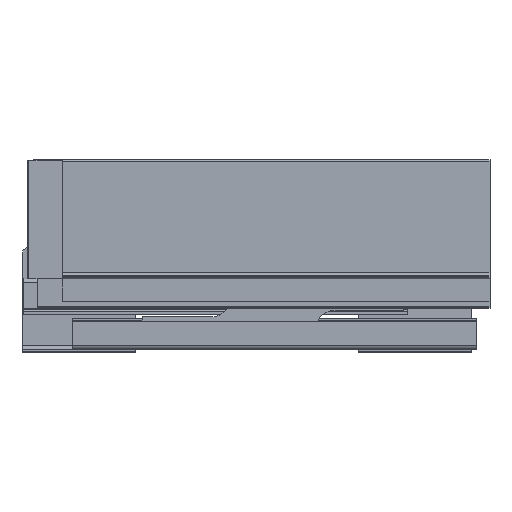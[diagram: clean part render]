
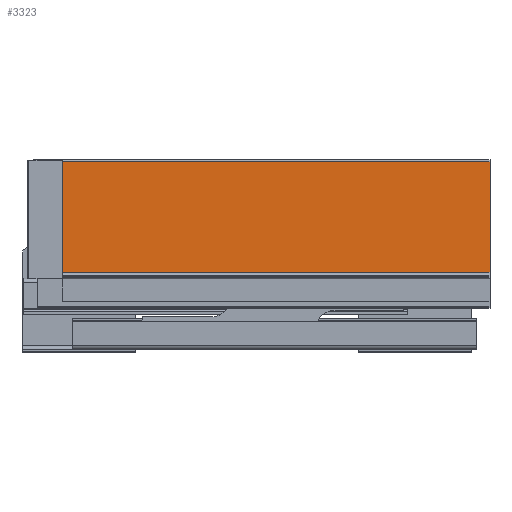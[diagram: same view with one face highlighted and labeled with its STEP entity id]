
A CAD part, top view. The second image highlights one B-rep face of the part: STEP entity #3323.
In plain terms, the highlighted planar face has unit normal (0, 0, 1).
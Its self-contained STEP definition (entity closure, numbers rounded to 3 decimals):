
#237 = EDGE_CURVE ( 'NONE', #1451, #4217, #1692, .T. ) ;
#327 = CARTESIAN_POINT ( 'NONE',  ( -262., 84., 14. ) ) ;
#495 = LINE ( 'NONE', #1100, #594 ) ;
#594 = VECTOR ( 'NONE', #1142, 1000. ) ;
#792 = VECTOR ( 'NONE', #8037, 1000. ) ;
#1100 = CARTESIAN_POINT ( 'NONE',  ( 0., 84., 14. ) ) ;
#1142 = DIRECTION ( 'NONE',  ( 0., -1., 0. ) ) ;
#1143 = EDGE_CURVE ( 'NONE', #3409, #4377, #3856, .T. ) ;
#1263 = PLANE ( 'NONE',  #3461 ) ;
#1451 = VERTEX_POINT ( 'NONE', #5757 ) ;
#1524 = DIRECTION ( 'NONE',  ( 1., 0., 0. ) ) ;
#1692 = LINE ( 'NONE', #327, #792 ) ;
#2155 = DIRECTION ( 'NONE',  ( 0., 0., 1. ) ) ;
#2187 = EDGE_CURVE ( 'NONE', #4217, #4377, #495, .T. ) ;
#2226 = CARTESIAN_POINT ( 'NONE',  ( 0., 20.5, 14. ) ) ;
#2767 = EDGE_CURVE ( 'NONE', #1451, #3409, #7576, .T. ) ;
#2777 = ORIENTED_EDGE ( 'NONE', *, *, #237, .F. ) ;
#2800 = EDGE_LOOP ( 'NONE', ( #2777, #5682, #8147, #7146 ) ) ;
#3323 = ADVANCED_FACE ( 'NONE', ( #6956 ), #1263, .T. ) ;
#3409 = VERTEX_POINT ( 'NONE', #5874 ) ;
#3461 = AXIS2_PLACEMENT_3D ( 'NONE', #3510, #2155, #6344 ) ;
#3468 = CARTESIAN_POINT ( 'NONE',  ( 0., 84., 14. ) ) ;
#3510 = CARTESIAN_POINT ( 'NONE',  ( -262., 84., 14. ) ) ;
#3856 = LINE ( 'NONE', #2226, #6959 ) ;
#4217 = VERTEX_POINT ( 'NONE', #3468 ) ;
#4377 = VERTEX_POINT ( 'NONE', #7139 ) ;
#4725 = CARTESIAN_POINT ( 'NONE',  ( -245.5, 84., 14. ) ) ;
#4777 = DIRECTION ( 'NONE',  ( 0., -1., 0. ) ) ;
#5540 = VECTOR ( 'NONE', #4777, 1000. ) ;
#5682 = ORIENTED_EDGE ( 'NONE', *, *, #2767, .T. ) ;
#5757 = CARTESIAN_POINT ( 'NONE',  ( -245.5, 84., 14. ) ) ;
#5874 = CARTESIAN_POINT ( 'NONE',  ( -245.5, 20.5, 14. ) ) ;
#6344 = DIRECTION ( 'NONE',  ( 0., -1., 0. ) ) ;
#6956 = FACE_OUTER_BOUND ( 'NONE', #2800, .T. ) ;
#6959 = VECTOR ( 'NONE', #1524, 1000. ) ;
#7139 = CARTESIAN_POINT ( 'NONE',  ( 0., 20.5, 14. ) ) ;
#7146 = ORIENTED_EDGE ( 'NONE', *, *, #2187, .F. ) ;
#7576 = LINE ( 'NONE', #4725, #5540 ) ;
#8037 = DIRECTION ( 'NONE',  ( 1., 0., 0. ) ) ;
#8147 = ORIENTED_EDGE ( 'NONE', *, *, #1143, .T. ) ;
